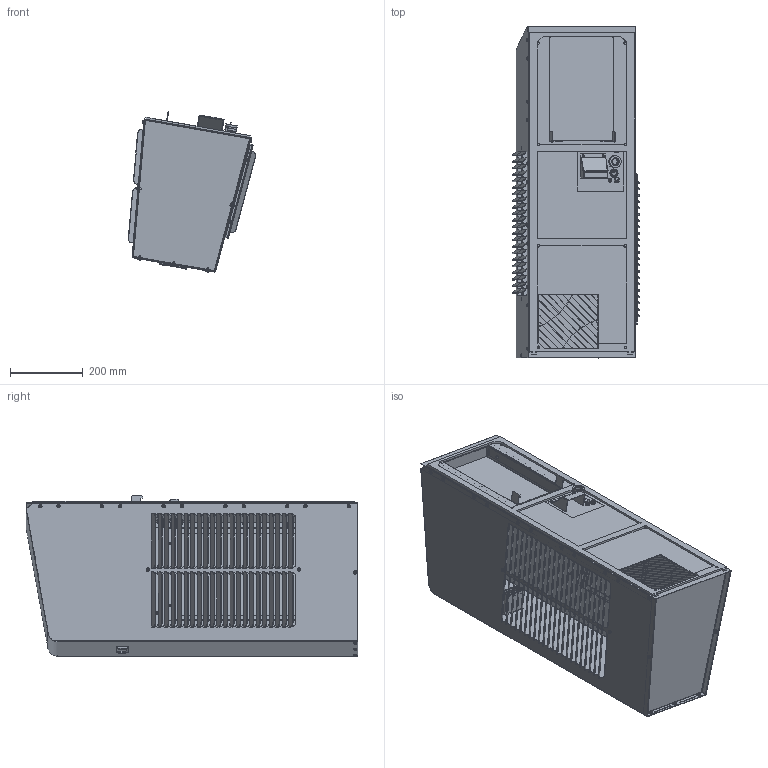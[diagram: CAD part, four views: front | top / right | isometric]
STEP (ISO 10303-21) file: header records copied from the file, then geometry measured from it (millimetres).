
FILE_DESCRIPTION (( 'STEP AP214' ), '1' );
FILE_NAME ('NE050-~1.STEP', '2022-06-15T10:28:51', ( '' ), ( '' ), 'SwSTEP 2.0', 'SolidWorks 2021', '' );
FILE_SCHEMA (( 'AUTOMOTIVE_DESIGN' ));
Length unit declared in the file: inch
Products named in the file (1): NE050-~1
Bounding box: 350.84 x 914.46 x 441.95 mm (x, y, z)
Volume: 3474392.2 mm3; surface area: 3610314.1 mm2
Topology: 50 solids, 54 shells, 3771 faces, 10158 edges, 6489 vertices
Faces by surface type: plane 2045, cylinder 1437, bspline 141, sphere 61, cone 50, torus 37
Full cylindrical faces by diameter (mm): 1.633 x1, 2.083 x2, 2.311 x2, 3.967 x2, 4.318 x37, 4.826 x1, 4.928 x8, 5.105 x1, 5.182 x2, 5.334 x1, 5.791 x4, 6.35 x6, 7.036 x6, 9.296 x37, 9.525 x1, 16.256 x2, 17.78 x1, 21.793 x1, 23.012 x1, 27.889 x1, 31.394 x1, 31.852 x2
Entity records: 141453 total; most frequent: CARTESIAN_POINT 47161, ORIENTED_EDGE 19762, DIRECTION 18849, EDGE_CURVE 9881, VERTEX_POINT 6432, AXIS2_PLACEMENT_3D 6352, LINE 6145, VECTOR 6145
